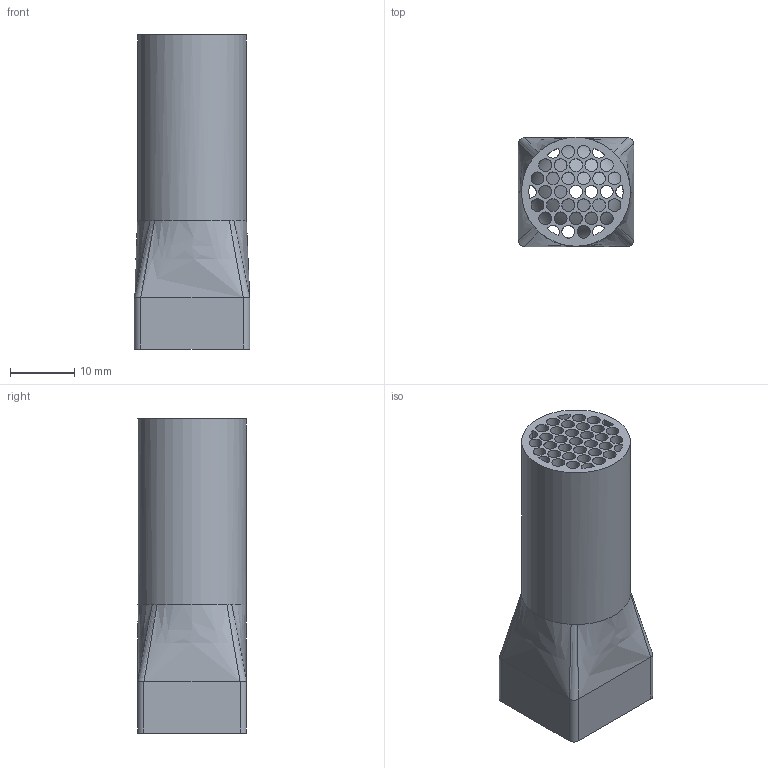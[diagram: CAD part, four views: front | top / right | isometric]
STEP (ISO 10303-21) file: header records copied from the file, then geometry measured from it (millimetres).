
FILE_DESCRIPTION(('FreeCAD Model'),'2;1');
FILE_NAME('Open CASCADE Shape Model','2023-10-24T16:27:12',(''),(''), 'Open CASCADE STEP processor 7.6','FreeCAD','Unknown');
FILE_SCHEMA(('AUTOMOTIVE_DESIGN { 1 0 10303 214 1 1 1 1 }'));
Length unit declared in the file: millimetre
Products named in the file (1): Nozzle4
Bounding box: 18 x 17 x 49 mm (x, y, z)
Volume: 4269.5 mm3; surface area: 10060.4 mm2
Topology: 1 solids, 1 shells, 77 faces, 266 edges, 159 vertices
Faces by surface type: cylinder 48, plane 14, bspline 14, sphere 1
Full cylindrical faces by diameter (mm): 2 x31, 17 x1
Entity records: 7026 total; most frequent: CARTESIAN_POINT 4807, ORIENTED_EDGE 484, DIRECTION 398, EDGE_CURVE 242, AXIS2_PLACEMENT_3D 158, VERTEX_POINT 147, FACE_BOUND 143, EDGE_LOOP 143
